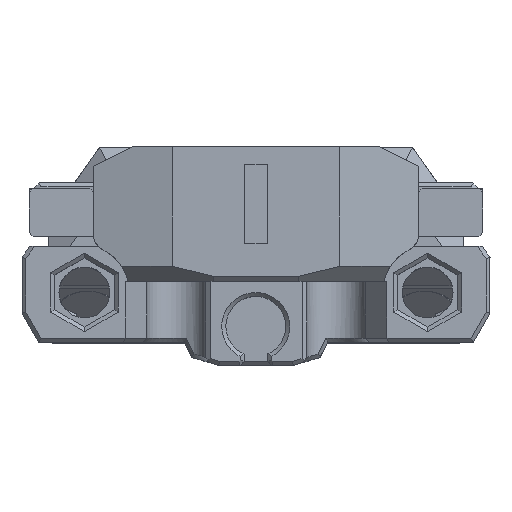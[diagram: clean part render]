
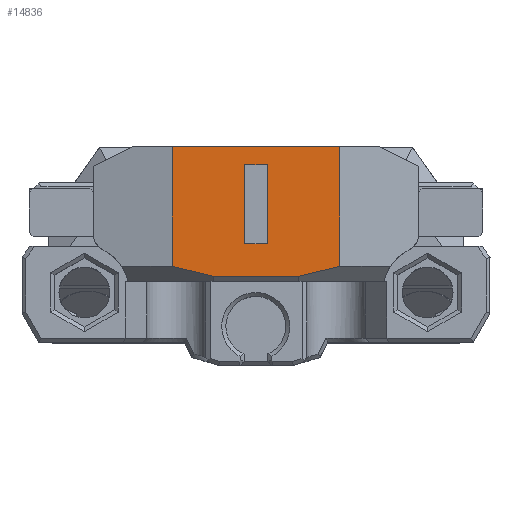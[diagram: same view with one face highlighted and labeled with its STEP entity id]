
A CAD part, top view. The second image highlights one B-rep face of the part: STEP entity #14836.
In plain terms, the highlighted face is planar.
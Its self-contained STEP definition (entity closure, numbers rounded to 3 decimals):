
#265=FACE_BOUND('',#2015,.T.);
#440=PLANE('',#15793);
#1155=FACE_OUTER_BOUND('',#2014,.T.);
#2014=EDGE_LOOP('',(#11064,#11065,#11066,#11067,#11068,#11069));
#2015=EDGE_LOOP('',(#11070,#11071,#11072,#11073));
#3003=LINE('',#21885,#4794);
#3005=LINE('',#21889,#4796);
#3007=LINE('',#21893,#4798);
#3009=LINE('',#21896,#4800);
#3151=LINE('',#22215,#4942);
#3158=LINE('',#22229,#4949);
#3159=LINE('',#22232,#4950);
#3160=LINE('',#22234,#4951);
#3161=LINE('',#22236,#4952);
#3162=LINE('',#22237,#4953);
#4794=VECTOR('',#17377,10.);
#4796=VECTOR('',#17381,10.);
#4798=VECTOR('',#17385,10.);
#4800=VECTOR('',#17389,10.);
#4942=VECTOR('',#17673,10.);
#4949=VECTOR('',#17688,10.);
#4950=VECTOR('',#17691,10.);
#4951=VECTOR('',#17692,10.);
#4952=VECTOR('',#17693,10.);
#4953=VECTOR('',#17694,10.);
#6820=VERTEX_POINT('',#21882);
#6821=VERTEX_POINT('',#21884);
#6822=VERTEX_POINT('',#21888);
#6823=VERTEX_POINT('',#21892);
#6912=VERTEX_POINT('',#22212);
#6913=VERTEX_POINT('',#22214);
#6916=VERTEX_POINT('',#22227);
#6917=VERTEX_POINT('',#22231);
#6918=VERTEX_POINT('',#22233);
#6919=VERTEX_POINT('',#22235);
#8345=EDGE_CURVE('',#6820,#6821,#3003,.T.);
#8347=EDGE_CURVE('',#6821,#6822,#3005,.T.);
#8349=EDGE_CURVE('',#6823,#6822,#3007,.T.);
#8351=EDGE_CURVE('',#6820,#6823,#3009,.T.);
#8503=EDGE_CURVE('',#6912,#6913,#3151,.T.);
#8511=EDGE_CURVE('',#6912,#6916,#3158,.T.);
#8512=EDGE_CURVE('',#6916,#6917,#3159,.T.);
#8513=EDGE_CURVE('',#6918,#6917,#3160,.T.);
#8514=EDGE_CURVE('',#6919,#6918,#3161,.T.);
#8515=EDGE_CURVE('',#6919,#6913,#3162,.T.);
#11064=ORIENTED_EDGE('',*,*,#8511,.T.);
#11065=ORIENTED_EDGE('',*,*,#8512,.T.);
#11066=ORIENTED_EDGE('',*,*,#8513,.F.);
#11067=ORIENTED_EDGE('',*,*,#8514,.F.);
#11068=ORIENTED_EDGE('',*,*,#8515,.T.);
#11069=ORIENTED_EDGE('',*,*,#8503,.F.);
#11070=ORIENTED_EDGE('',*,*,#8351,.T.);
#11071=ORIENTED_EDGE('',*,*,#8349,.T.);
#11072=ORIENTED_EDGE('',*,*,#8347,.F.);
#11073=ORIENTED_EDGE('',*,*,#8345,.F.);
#14836=ADVANCED_FACE('',(#1155,#265),#440,.T.);
#15793=AXIS2_PLACEMENT_3D('',#22230,#17689,#17690);
#17377=DIRECTION('',(0.,0.,1.));
#17381=DIRECTION('',(1.,0.,0.));
#17385=DIRECTION('',(0.,0.,1.));
#17389=DIRECTION('',(1.,0.,0.));
#17673=DIRECTION('',(0.,0.,1.));
#17688=DIRECTION('',(-1.,0.,0.));
#17689=DIRECTION('center_axis',(0.,1.,0.));
#17690=DIRECTION('ref_axis',(1.,0.,0.));
#17691=DIRECTION('',(0.,0.,1.));
#17692=DIRECTION('',(-0.972,0.,-0.236));
#17693=DIRECTION('',(-1.,0.,0.));
#17694=DIRECTION('',(0.972,0.,-0.236));
#21882=CARTESIAN_POINT('',(5.573,65.083,-34.914));
#21884=CARTESIAN_POINT('',(5.573,65.083,-26.986));
#21885=CARTESIAN_POINT('',(5.573,65.083,-28.233));
#21888=CARTESIAN_POINT('',(7.833,65.083,-26.986));
#21889=CARTESIAN_POINT('',(6.699,65.083,-26.986));
#21892=CARTESIAN_POINT('',(7.833,65.083,-34.914));
#21893=CARTESIAN_POINT('',(7.833,65.083,-28.233));
#21896=CARTESIAN_POINT('',(7.607,65.083,-34.914));
#22212=CARTESIAN_POINT('',(15.09,65.083,-36.744));
#22214=CARTESIAN_POINT('',(15.09,65.083,-24.744));
#22215=CARTESIAN_POINT('',(15.09,65.083,-29.246));
#22227=CARTESIAN_POINT('',(-1.684,65.083,-36.744));
#22229=CARTESIAN_POINT('',(6.645,65.083,-36.744));
#22230=CARTESIAN_POINT('Origin',(6.715,65.083,-29.746));
#22231=CARTESIAN_POINT('',(-1.684,65.083,-24.744));
#22232=CARTESIAN_POINT('',(-1.684,65.083,-29.246));
#22233=CARTESIAN_POINT('',(2.439,65.083,-23.744));
#22234=CARTESIAN_POINT('',(1.936,65.083,-23.866));
#22235=CARTESIAN_POINT('',(10.967,65.083,-23.744));
#22236=CARTESIAN_POINT('',(6.733,65.083,-23.744));
#22237=CARTESIAN_POINT('',(11.47,65.083,-23.866));
